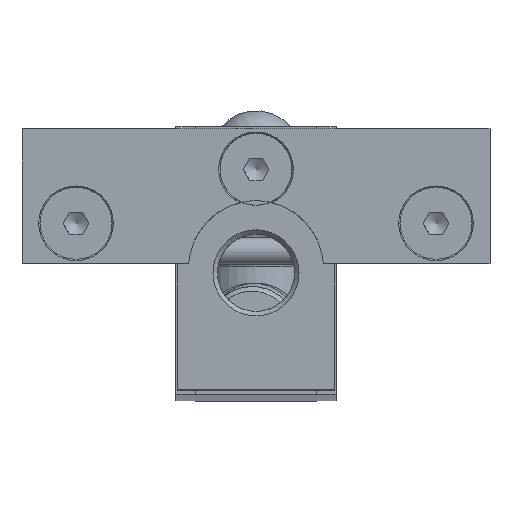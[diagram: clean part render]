
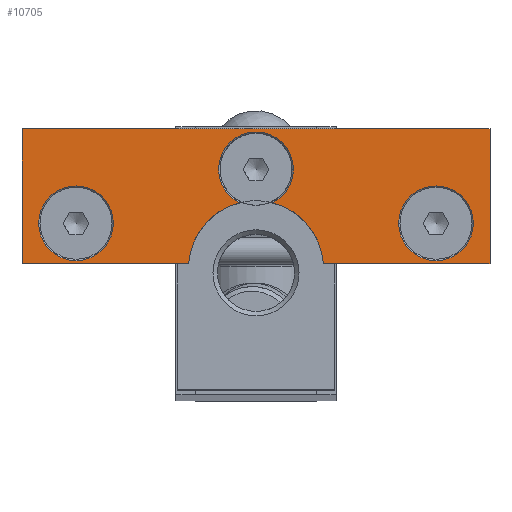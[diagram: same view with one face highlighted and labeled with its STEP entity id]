
A CAD part, top view. The second image highlights one B-rep face of the part: STEP entity #10705.
In plain terms, the highlighted planar face has unit normal (0, 0, 1).
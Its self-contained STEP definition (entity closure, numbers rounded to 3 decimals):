
#331=FACE_BOUND('',#2642,.T.);
#332=FACE_BOUND('',#2643,.T.);
#542=PLANE('',#11812);
#880=LINE('',#18377,#1352);
#881=LINE('',#18379,#1353);
#882=LINE('',#18381,#1354);
#883=LINE('',#18383,#1355);
#884=LINE('',#18384,#1356);
#1352=VECTOR('',#14238,10.);
#1353=VECTOR('',#14239,10.);
#1354=VECTOR('',#14240,10.);
#1355=VECTOR('',#14241,10.);
#1356=VECTOR('',#14242,10.);
#2072=FACE_OUTER_BOUND('',#2641,.T.);
#2641=EDGE_LOOP('',(#8090,#8091,#8092,#8093,#8094,#8095,#8096,#8097));
#2642=EDGE_LOOP('',(#8098));
#2643=EDGE_LOOP('',(#8099));
#3469=CIRCLE('',#11779,7.5);
#3471=CIRCLE('',#11781,7.5);
#3485=CIRCLE('',#11811,4.15);
#3486=CIRCLE('',#11813,4.15);
#3487=CIRCLE('',#11814,4.15);
#4501=VERTEX_POINT('',#18242);
#4502=VERTEX_POINT('',#18247);
#4505=VERTEX_POINT('',#18253);
#4506=VERTEX_POINT('',#18255);
#4542=VERTEX_POINT('',#18371);
#4543=VERTEX_POINT('',#18376);
#4544=VERTEX_POINT('',#18378);
#4545=VERTEX_POINT('',#18380);
#4546=VERTEX_POINT('',#18382);
#4547=VERTEX_POINT('',#18385);
#5844=EDGE_CURVE('',#4502,#4501,#3469,.T.);
#5848=EDGE_CURVE('',#4506,#4505,#3471,.T.);
#5895=EDGE_CURVE('',#4542,#4542,#3485,.T.);
#5897=EDGE_CURVE('',#4506,#4501,#3486,.T.);
#5898=EDGE_CURVE('',#4505,#4543,#880,.T.);
#5899=EDGE_CURVE('',#4543,#4544,#881,.T.);
#5900=EDGE_CURVE('',#4544,#4545,#882,.T.);
#5901=EDGE_CURVE('',#4545,#4546,#883,.T.);
#5902=EDGE_CURVE('',#4546,#4502,#884,.T.);
#5903=EDGE_CURVE('',#4547,#4547,#3487,.T.);
#8090=ORIENTED_EDGE('',*,*,#5897,.F.);
#8091=ORIENTED_EDGE('',*,*,#5848,.T.);
#8092=ORIENTED_EDGE('',*,*,#5898,.T.);
#8093=ORIENTED_EDGE('',*,*,#5899,.T.);
#8094=ORIENTED_EDGE('',*,*,#5900,.T.);
#8095=ORIENTED_EDGE('',*,*,#5901,.T.);
#8096=ORIENTED_EDGE('',*,*,#5902,.T.);
#8097=ORIENTED_EDGE('',*,*,#5844,.T.);
#8098=ORIENTED_EDGE('',*,*,#5903,.F.);
#8099=ORIENTED_EDGE('',*,*,#5895,.F.);
#10705=ADVANCED_FACE('',(#2072,#331,#332),#542,.T.);
#11779=AXIS2_PLACEMENT_3D('',#18248,#14140,#14141);
#11781=AXIS2_PLACEMENT_3D('',#18256,#14146,#14147);
#11811=AXIS2_PLACEMENT_3D('',#18372,#14231,#14232);
#11812=AXIS2_PLACEMENT_3D('',#18374,#14234,#14235);
#11813=AXIS2_PLACEMENT_3D('',#18375,#14236,#14237);
#11814=AXIS2_PLACEMENT_3D('',#18386,#14243,#14244);
#14140=DIRECTION('center_axis',(0.,0.,
-1.));
#14141=DIRECTION('ref_axis',(0.998,0.067,0.));
#14146=DIRECTION('center_axis',(0.,0.,
-1.));
#14147=DIRECTION('ref_axis',(0.998,0.067,0.));
#14231=DIRECTION('center_axis',(0.,0.,
1.));
#14232=DIRECTION('ref_axis',(-1.,0.,0.));
#14234=DIRECTION('center_axis',(0.,0.,
1.));
#14235=DIRECTION('ref_axis',(1.,0.,0.));
#14236=DIRECTION('center_axis',(0.,0.,
1.));
#14237=DIRECTION('ref_axis',(-1.,0.,0.));
#14238=DIRECTION('',(1.,0.,0.));
#14239=DIRECTION('',(0.,1.,0.));
#14240=DIRECTION('',(-1.,0.,0.));
#14241=DIRECTION('',(0.,-1.,0.));
#14242=DIRECTION('',(1.,0.,0.));
#14243=DIRECTION('center_axis',(0.,0.,
1.));
#14244=DIRECTION('ref_axis',(-1.,0.,0.));
#18242=CARTESIAN_POINT('',(-1.827,16.774,230.));
#18247=CARTESIAN_POINT('',(-7.483,10.,230.));
#18248=CARTESIAN_POINT('Origin',(0.,9.5,
230.));
#18253=CARTESIAN_POINT('',(7.483,10.,230.));
#18255=CARTESIAN_POINT('',(1.827,16.774,230.));
#18256=CARTESIAN_POINT('Origin',(0.,9.5,
230.));
#18371=CARTESIAN_POINT('',(24.15,14.5,230.));
#18372=CARTESIAN_POINT('Origin',(20.,14.5,230.));
#18374=CARTESIAN_POINT('Origin',(0.,17.949,
230.));
#18375=CARTESIAN_POINT('Origin',(0.,20.5,
230.));
#18376=CARTESIAN_POINT('',(26.,10.,230.));
#18377=CARTESIAN_POINT('',(26.,10.,230.));
#18378=CARTESIAN_POINT('',(26.,25.,230.));
#18379=CARTESIAN_POINT('',(26.,25.,230.));
#18380=CARTESIAN_POINT('',(-26.,25.,230.));
#18381=CARTESIAN_POINT('',(-26.,25.,230.));
#18382=CARTESIAN_POINT('',(-26.,10.,230.));
#18383=CARTESIAN_POINT('',(-26.,10.,230.));
#18384=CARTESIAN_POINT('',(-7.483,10.,230.));
#18385=CARTESIAN_POINT('',(-15.85,14.5,230.));
#18386=CARTESIAN_POINT('Origin',(-20.,14.5,230.));
